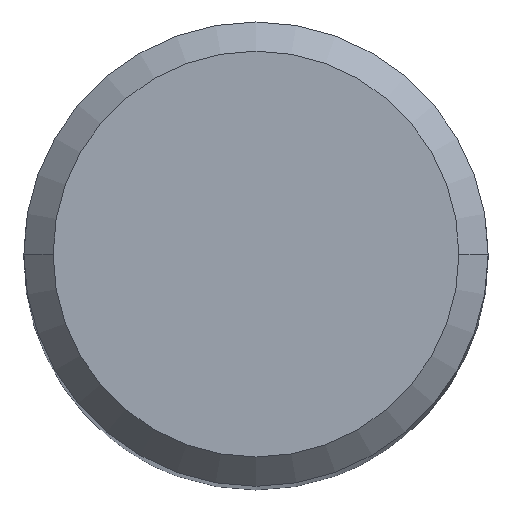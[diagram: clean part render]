
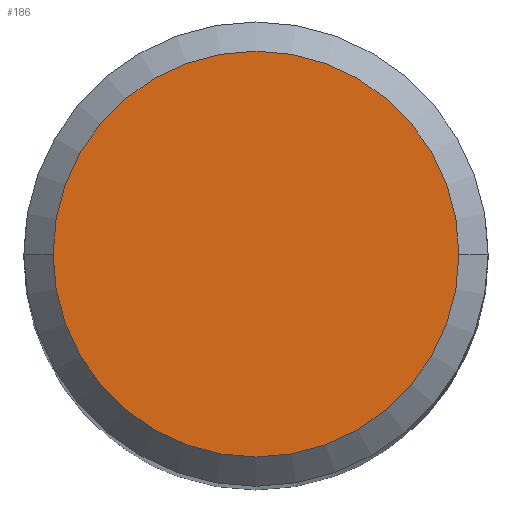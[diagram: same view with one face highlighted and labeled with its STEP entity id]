
A CAD part, top view. The second image highlights one B-rep face of the part: STEP entity #186.
In plain terms, the highlighted planar face has unit normal (0, 0, 1).
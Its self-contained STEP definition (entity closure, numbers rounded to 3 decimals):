
#186=ADVANCED_FACE('',(#231),#202,.F.);
#202=PLANE('',#791);
#231=FACE_OUTER_BOUND('',#274,.T.);
#274=EDGE_LOOP('',(#429,#430));
#429=ORIENTED_EDGE('',*,*,#608,.F.);
#430=ORIENTED_EDGE('',*,*,#632,.F.);
#529=VERTEX_POINT('',#1312);
#530=VERTEX_POINT('',#1313);
#608=EDGE_CURVE('',#529,#530,#673,.T.);
#632=EDGE_CURVE('',#530,#529,#682,.T.);
#673=CIRCLE('',#775,6.938);
#682=CIRCLE('',#790,6.938);
#775=AXIS2_PLACEMENT_3D('',#1311,#938,#939);
#790=AXIS2_PLACEMENT_3D('',#1396,#976,#977);
#791=AXIS2_PLACEMENT_3D('',#1397,#978,#979);
#938=DIRECTION('',(0.,0.,-1.));
#939=DIRECTION('',(-1.,0.,0.));
#976=DIRECTION('',(0.,0.,-1.));
#977=DIRECTION('',(-1.,0.,0.));
#978=DIRECTION('',(0.,0.,-1.));
#979=DIRECTION('',(-1.,0.,0.));
#1311=CARTESIAN_POINT('',(0.,0.,0.));
#1312=CARTESIAN_POINT('',(-6.938,0.,0.));
#1313=CARTESIAN_POINT('',(6.938,0.,0.));
#1396=CARTESIAN_POINT('',(0.,0.,0.));
#1397=CARTESIAN_POINT('',(0.,6.938,0.));
